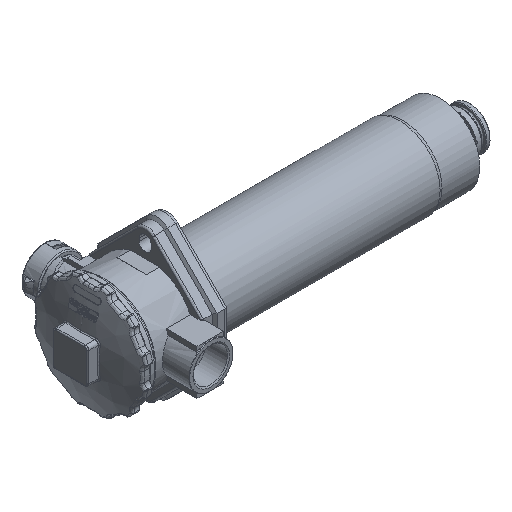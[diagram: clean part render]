
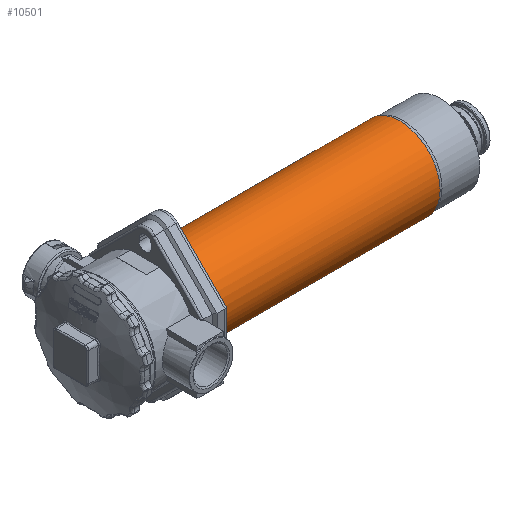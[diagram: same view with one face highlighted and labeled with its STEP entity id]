
A CAD part, isometric view. The second image highlights one B-rep face of the part: STEP entity #10501.
In plain terms, the highlighted free-form (B-spline) face has degree [2, 1] with [7, 2] control points.
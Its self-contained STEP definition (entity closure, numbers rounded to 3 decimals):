
#10422=CARTESIAN_POINT('V1521',(275.6,
   -36.5,0.));
#10423=VERTEX_POINT('V1521',#10422);
#10429=CARTESIAN_POINT('E2431',(275.6,
   -36.5,0.));
#10430=CARTESIAN_POINT('E2431',(275.6,
   -36.5,-63.22));
#10431=CARTESIAN_POINT('E2431',(275.6,
   18.25,-31.61));
#10432=CARTESIAN_POINT('E2431',(275.6,73.0,
   0.));
#10433=CARTESIAN_POINT('E2431',(275.6,
   18.25,31.61));
#10434=CARTESIAN_POINT('E2431',(275.6,
   -36.5,63.22));
#10435=CARTESIAN_POINT('E2431',(275.6,
   -36.5,0.));
#10443=(BOUNDED_CURVE()B_SPLINE_CURVE(2,(#10429,#10430,#10431,
   #10432,#10433,#10434,#10435),.CIRCULAR_ARC.,.T.,.U.)
   B_SPLINE_CURVE_WITH_KNOTS((3,2,2,3),(0.0,42.653,
   85.305,127.958),.UNSPECIFIED.)CURVE()
   GEOMETRIC_REPRESENTATION_ITEM()RATIONAL_B_SPLINE_CURVE((1.0,
   0.5,1.0,0.5,1.0,0.5,1.0)
   )REPRESENTATION_ITEM('E2431'));
#10444=EDGE_CURVE('E2431',#10423,#10423,#10443,.T.);
#10451=CARTESIAN_POINT('F918',(46.6,
   -36.5,0.));
#10452=CARTESIAN_POINT('F918',(46.6,
   -36.5,-63.22));
#10453=CARTESIAN_POINT('F918',(46.6,18.25,
   -31.61));
#10454=CARTESIAN_POINT('F918',(46.6,73.0,
   0.));
#10455=CARTESIAN_POINT('F918',(46.6,18.25,
   31.61));
#10456=CARTESIAN_POINT('F918',(46.6,
   -36.5,63.22));
#10457=CARTESIAN_POINT('F918',(46.6,
   -36.5,0.));
#10458=CARTESIAN_POINT('F918',(275.6,
   -36.5,0.));
#10459=CARTESIAN_POINT('F918',(275.6,
   -36.5,-63.22));
#10460=CARTESIAN_POINT('F918',(275.6,
   18.25,-31.61));
#10461=CARTESIAN_POINT('F918',(275.6,73.0,
   0.));
#10462=CARTESIAN_POINT('F918',(275.6,
   18.25,31.61));
#10463=CARTESIAN_POINT('F918',(275.6,
   -36.5,63.22));
#10464=CARTESIAN_POINT('F918',(275.6,
   -36.5,0.));
#10472=(BOUNDED_SURFACE()B_SPLINE_SURFACE(2,1,((#10451,#10458),(
   #10452,#10459),(#10453,#10460),(#10454,#10461),(#10455,
   #10462),(#10456,#10463),(#10457,#10464)),.CYLINDRICAL_SURF.,
   .T.,.F.,.U.)B_SPLINE_SURFACE_WITH_KNOTS((3,2,2,3),(2,2),(0.0,
   0.552,1.104,1.656),(0.0,1.0),
   .UNSPECIFIED.)GEOMETRIC_REPRESENTATION_ITEM()
   RATIONAL_B_SPLINE_SURFACE(((1.0,1.0),(0.5,
   0.5),(1.0,1.0),(0.5,
   0.5),(1.0,1.0),(0.5,
   0.5),(1.0,1.0)))REPRESENTATION_ITEM('F918')
   SURFACE());
#10473=CARTESIAN_POINT('V1527',(69.0,-36.5,
   0.));
#10474=VERTEX_POINT('V1527',#10473);
#10475=CARTESIAN_POINT('E2451',(69.0,-36.5,
   0.));
#10476=CARTESIAN_POINT('E2451',(69.0,-36.5,
   63.22));
#10477=CARTESIAN_POINT('E2451',(69.0,18.25,
   31.61));
#10478=CARTESIAN_POINT('E2451',(69.0,73.0,0.));
#10479=CARTESIAN_POINT('E2451',(69.0,18.25,
   -31.61));
#10480=CARTESIAN_POINT('E2451',(69.0,-36.5,
   -63.22));
#10481=CARTESIAN_POINT('E2451',(69.0,-36.5,
   0.));
#10489=(BOUNDED_CURVE()B_SPLINE_CURVE(2,(#10475,#10476,#10477,
   #10478,#10479,#10480,#10481),.CIRCULAR_ARC.,.T.,.U.)
   B_SPLINE_CURVE_WITH_KNOTS((3,2,2,3),(0.0,0.333,
   0.667,1.0),.UNSPECIFIED.)CURVE()
   GEOMETRIC_REPRESENTATION_ITEM()RATIONAL_B_SPLINE_CURVE((1.0,
   0.5,1.0,0.5,1.0,0.5,1.0)
   )REPRESENTATION_ITEM('E2451'));
#10490=EDGE_CURVE('E2451',#10474,#10474,#10489,.T.);
#10491=ORIENTED_EDGE('E2451',*,*,#10490,.F.);
#10492=CARTESIAN_POINT('E2452',(275.6,
   -36.5,0.0));
#10493=CARTESIAN_POINT('E2452',(69.0,-36.5,0.0));
#10494=B_SPLINE_CURVE_WITH_KNOTS('E2452',1,(#10492,#10493),
   .POLYLINE_FORM.,.F.,.U.,(2,2),(0.0,0.902),
   .UNSPECIFIED.);
#10495=EDGE_CURVE('E2452',#10423,#10474,#10494,.T.);
#10496=ORIENTED_EDGE('E2452',*,*,#10495,.F.);
#10497=ORIENTED_EDGE('E2431',*,*,#10444,.F.);
#10498=ORIENTED_EDGE('E2452',*,*,#10495,.T.);
#10499=EDGE_LOOP('F918',(#10491,#10496,#10497,#10498));
#10500=FACE_OUTER_BOUND('F918',#10499,.T.);
#10501=ADVANCED_FACE('F918',(#10500),#10472,.T.);
